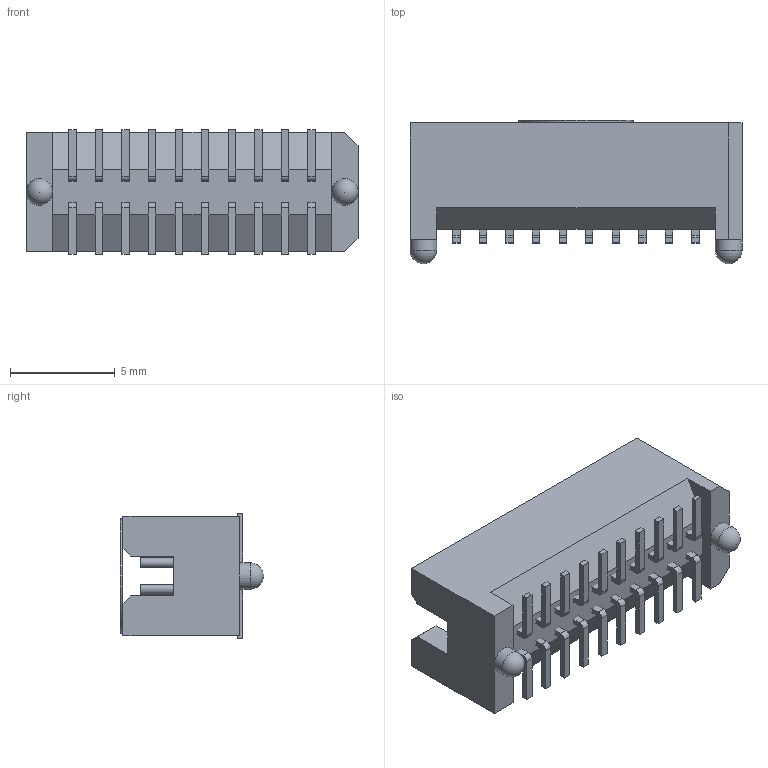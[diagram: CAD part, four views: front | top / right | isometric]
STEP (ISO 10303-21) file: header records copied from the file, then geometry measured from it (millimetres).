
FILE_DESCRIPTION(/* description */ ('STEP AP214'),/* implementation_level */ '2;1');
FILE_NAME(/* name */ 'TFM-110-02-L-D-A-K-TR',/* time_stamp */ '2024-08-12T17:49:38+02:00',/* author */ ('License CC BY-ND 4.0'),/* organization */ ('CADENAS'),/* preprocessor_version */ 'ST-DEVELOPER v19.3',/* originating_system */ 'PARTsolutions',/* authorisation */ ' ');
FILE_SCHEMA (('AUTOMOTIVE_DESIGN {1 0 10303 214 3 1 1}'));
Length unit declared in the file: inch
Products named in the file (5): TFM-110-02-L-D-A-K-TR; TFM-110-02-L-D-A_terminal; TFM-110-02-L-D-L_pins; TFM-110-02-L-D-L-2_pins; TFM-K_polyamide_pick
Assembly tree (4 placements, depth 2):
  TFM-110-02-L-D-A-K-TR
    TFM-110-02-L-D-A_terminal
    TFM-110-02-L-D-L_pins
    TFM-110-02-L-D-L-2_pins
    TFM-K_polyamide_pick
Bounding box: 15.88 x 6.86 x 5.97 mm (x, y, z)
Volume: 258.1 mm3; surface area: 860.2 mm2
Topology: 4 solids, 4 shells, 267 faces, 731 edges, 490 vertices
Faces by surface type: plane 202, cylinder 63, sphere 2
Full cylindrical faces by diameter (mm): 0.457 x20, 1.27 x2, 5.486 x1
Entity records: 8199 total; most frequent: CARTESIAN_POINT 1418, ORIENTED_EDGE 1362, DIRECTION 1353, EDGE_CURVE 681, LINE 553, VECTOR 553, VERTEX_POINT 465, AXIS2_PLACEMENT_3D 400
